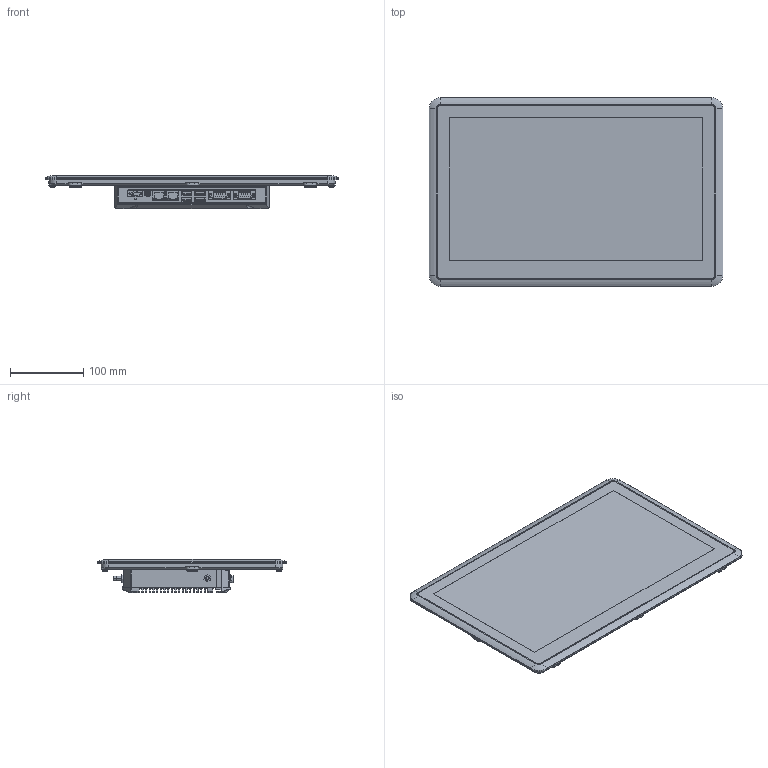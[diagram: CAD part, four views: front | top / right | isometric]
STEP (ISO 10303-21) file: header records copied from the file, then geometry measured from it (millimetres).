
FILE_DESCRIPTION (( 'STEP AP214' ), '1' );
FILE_NAME ('AS54F16CXXX.STEP', '2021-03-03T07:22:27', ( 'dhb' ), ( '' ), 'SwSTEP 2.0', 'SolidWorks 2016', '' );
FILE_SCHEMA (( 'AUTOMOTIVE_DESIGN' ));
Length unit declared in the file: millimetre
Products named in the file (1): AS54F16CXXX
Bounding box: 400.2 x 257.2 x 45 mm (x, y, z)
Surface area: 330695.6 mm2 (no closed solid volume)
Topology: 0 solids, 82 shells, 900 faces, 3344 edges, 2468 vertices
Faces by surface type: plane 507, cylinder 296, cone 54, bspline 27, torus 16
Entity records: 45397 total; most frequent: CARTESIAN_POINT 7803, DIRECTION 5736, ORIENTED_EDGE 5059, EDGE_CURVE 3316, VERTEX_POINT 2468, VECTOR 2240, LINE 2240, AXIS2_PLACEMENT_3D 1748
